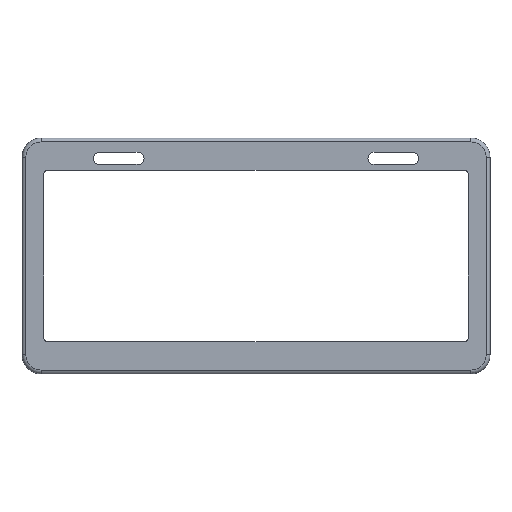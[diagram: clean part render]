
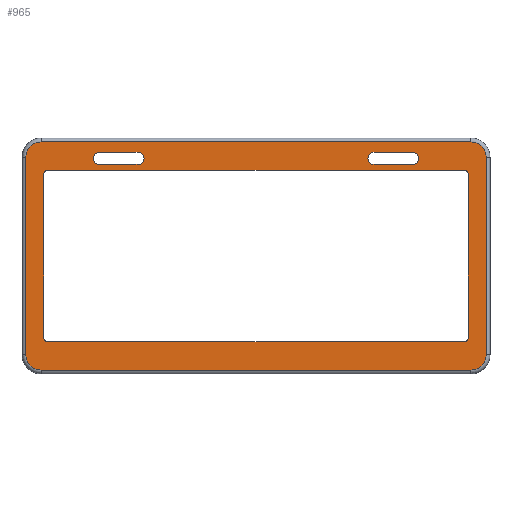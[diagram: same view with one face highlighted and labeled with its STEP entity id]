
A CAD part, top view. The second image highlights one B-rep face of the part: STEP entity #965.
In plain terms, the highlighted planar face has unit normal (0, 0, 1).
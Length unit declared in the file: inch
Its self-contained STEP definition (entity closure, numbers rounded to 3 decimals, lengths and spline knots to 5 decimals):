
#22=FACE_BOUND('',#181,.T.);
#23=FACE_BOUND('',#182,.T.);
#24=FACE_BOUND('',#183,.T.);
#63=PLANE('',#1083);
#119=FACE_OUTER_BOUND('',#180,.T.);
#180=EDGE_LOOP('',(#857,#858,#859,#860,#861,#862,#863,#864));
#181=EDGE_LOOP('',(#865,#866,#867,#868));
#182=EDGE_LOOP('',(#869,#870,#871,#872));
#183=EDGE_LOOP('',(#873,#874,#875,#876,#877,#878,#879,#880));
#193=CIRCLE('',#995,0.1565);
#206=CIRCLE('',#1015,0.1565);
#211=CIRCLE('',#1029,0.1);
#212=CIRCLE('',#1032,0.1);
#219=CIRCLE('',#1053,0.1);
#220=CIRCLE('',#1056,0.1);
#224=CIRCLE('',#1063,0.4);
#228=CIRCLE('',#1069,0.4);
#232=CIRCLE('',#1075,0.4);
#234=CIRCLE('',#1079,0.4);
#235=CIRCLE('',#1084,0.1565);
#236=CIRCLE('',#1085,0.1565);
#246=LINE('',#1422,#334);
#266=LINE('',#1489,#354);
#284=LINE('',#1536,#372);
#287=LINE('',#1544,#375);
#309=LINE('',#1602,#397);
#311=LINE('',#1608,#399);
#312=LINE('',#1614,#400);
#313=LINE('',#1625,#401);
#315=LINE('',#1636,#403);
#317=LINE('',#1645,#405);
#321=LINE('',#1656,#409);
#322=LINE('',#1660,#410);
#334=VECTOR('',#1120,0.3937);
#354=VECTOR('',#1180,0.3937);
#372=VECTOR('',#1232,0.3937);
#375=VECTOR('',#1241,0.3937);
#397=VECTOR('',#1305,0.3937);
#399=VECTOR('',#1313,0.3937);
#400=VECTOR('',#1320,0.3937);
#401=VECTOR('',#1333,0.3937);
#403=VECTOR('',#1347,0.3937);
#405=VECTOR('',#1359,0.3937);
#409=VECTOR('',#1375,0.3937);
#410=VECTOR('',#1380,0.3937);
#421=VERTEX_POINT('',#1419);
#422=VERTEX_POINT('',#1421);
#423=VERTEX_POINT('',#1425);
#448=VERTEX_POINT('',#1486);
#449=VERTEX_POINT('',#1488);
#450=VERTEX_POINT('',#1492);
#459=VERTEX_POINT('',#1528);
#460=VERTEX_POINT('',#1530);
#461=VERTEX_POINT('',#1534);
#462=VERTEX_POINT('',#1538);
#463=VERTEX_POINT('',#1542);
#477=VERTEX_POINT('',#1596);
#478=VERTEX_POINT('',#1598);
#479=VERTEX_POINT('',#1604);
#480=VERTEX_POINT('',#1610);
#481=VERTEX_POINT('',#1612);
#483=VERTEX_POINT('',#1617);
#485=VERTEX_POINT('',#1623);
#487=VERTEX_POINT('',#1629);
#488=VERTEX_POINT('',#1634);
#489=VERTEX_POINT('',#1639);
#490=VERTEX_POINT('',#1643);
#491=VERTEX_POINT('',#1655);
#492=VERTEX_POINT('',#1658);
#506=EDGE_CURVE('',#422,#421,#246,.T.);
#509=EDGE_CURVE('',#421,#423,#193,.T.);
#539=EDGE_CURVE('',#449,#448,#266,.T.);
#542=EDGE_CURVE('',#448,#450,#206,.T.);
#560=EDGE_CURVE('',#459,#460,#211,.T.);
#563=EDGE_CURVE('',#459,#461,#284,.T.);
#565=EDGE_CURVE('',#462,#461,#212,.T.);
#567=EDGE_CURVE('',#462,#463,#287,.T.);
#594=EDGE_CURVE('',#477,#478,#219,.T.);
#596=EDGE_CURVE('',#477,#460,#309,.T.);
#598=EDGE_CURVE('',#479,#463,#220,.T.);
#599=EDGE_CURVE('',#479,#478,#311,.T.);
#602=EDGE_CURVE('',#481,#480,#312,.T.);
#604=EDGE_CURVE('',#483,#481,#224,.T.);
#607=EDGE_CURVE('',#485,#483,#313,.T.);
#610=EDGE_CURVE('',#487,#485,#228,.T.);
#613=EDGE_CURVE('',#488,#487,#315,.T.);
#616=EDGE_CURVE('',#489,#488,#232,.T.);
#618=EDGE_CURVE('',#490,#489,#317,.T.);
#619=EDGE_CURVE('',#480,#490,#234,.T.);
#623=EDGE_CURVE('',#423,#491,#321,.T.);
#624=EDGE_CURVE('',#491,#422,#235,.T.);
#625=EDGE_CURVE('',#492,#449,#236,.T.);
#626=EDGE_CURVE('',#450,#492,#322,.T.);
#857=ORIENTED_EDGE('',*,*,#602,.F.);
#858=ORIENTED_EDGE('',*,*,#604,.F.);
#859=ORIENTED_EDGE('',*,*,#607,.F.);
#860=ORIENTED_EDGE('',*,*,#610,.F.);
#861=ORIENTED_EDGE('',*,*,#613,.F.);
#862=ORIENTED_EDGE('',*,*,#616,.F.);
#863=ORIENTED_EDGE('',*,*,#618,.F.);
#864=ORIENTED_EDGE('',*,*,#619,.F.);
#865=ORIENTED_EDGE('',*,*,#509,.T.);
#866=ORIENTED_EDGE('',*,*,#623,.T.);
#867=ORIENTED_EDGE('',*,*,#624,.T.);
#868=ORIENTED_EDGE('',*,*,#506,.T.);
#869=ORIENTED_EDGE('',*,*,#625,.T.);
#870=ORIENTED_EDGE('',*,*,#539,.T.);
#871=ORIENTED_EDGE('',*,*,#542,.T.);
#872=ORIENTED_EDGE('',*,*,#626,.T.);
#873=ORIENTED_EDGE('',*,*,#596,.T.);
#874=ORIENTED_EDGE('',*,*,#560,.F.);
#875=ORIENTED_EDGE('',*,*,#563,.T.);
#876=ORIENTED_EDGE('',*,*,#565,.F.);
#877=ORIENTED_EDGE('',*,*,#567,.T.);
#878=ORIENTED_EDGE('',*,*,#598,.F.);
#879=ORIENTED_EDGE('',*,*,#599,.T.);
#880=ORIENTED_EDGE('',*,*,#594,.F.);
#965=ADVANCED_FACE('',(#119,#22,#23,#24),#63,.T.);
#995=AXIS2_PLACEMENT_3D('',#1427,#1125,#1126);
#1015=AXIS2_PLACEMENT_3D('',#1494,#1185,#1186);
#1029=AXIS2_PLACEMENT_3D('',#1531,#1226,#1227);
#1032=AXIS2_PLACEMENT_3D('',#1540,#1236,#1237);
#1053=AXIS2_PLACEMENT_3D('',#1599,#1300,#1301);
#1056=AXIS2_PLACEMENT_3D('',#1606,#1309,#1310);
#1063=AXIS2_PLACEMENT_3D('',#1619,#1325,#1326);
#1069=AXIS2_PLACEMENT_3D('',#1631,#1339,#1340);
#1075=AXIS2_PLACEMENT_3D('',#1641,#1353,#1354);
#1079=AXIS2_PLACEMENT_3D('',#1647,#1362,#1363);
#1083=AXIS2_PLACEMENT_3D('',#1654,#1373,#1374);
#1084=AXIS2_PLACEMENT_3D('',#1657,#1376,#1377);
#1085=AXIS2_PLACEMENT_3D('',#1659,#1378,#1379);
#1120=DIRECTION('',(-1.,0.,0.));
#1125=DIRECTION('center_axis',(0.,0.,-1.));
#1126=DIRECTION('ref_axis',(0.,1.,0.));
#1180=DIRECTION('',(1.,0.,0.));
#1185=DIRECTION('center_axis',(0.,0.,-1.));
#1186=DIRECTION('ref_axis',(0.,-1.,0.));
#1226=DIRECTION('center_axis',(0.,0.,1.));
#1227=DIRECTION('ref_axis',(0.707,-0.707,0.));
#1232=DIRECTION('',(-1.,0.,0.));
#1236=DIRECTION('center_axis',(0.,0.,1.));
#1237=DIRECTION('ref_axis',(-0.707,-0.707,0.));
#1241=DIRECTION('',(0.,1.,0.));
#1300=DIRECTION('center_axis',(0.,0.,1.));
#1301=DIRECTION('ref_axis',(0.707,0.707,0.));
#1305=DIRECTION('',(0.,-1.,0.));
#1309=DIRECTION('center_axis',(0.,0.,1.));
#1310=DIRECTION('ref_axis',(-0.707,0.707,0.));
#1313=DIRECTION('',(1.,0.,0.));
#1320=DIRECTION('',(0.,1.,0.));
#1325=DIRECTION('center_axis',(0.,0.,-1.));
#1326=DIRECTION('ref_axis',(-0.707,-0.707,0.));
#1333=DIRECTION('',(-1.,0.,0.));
#1339=DIRECTION('center_axis',(0.,0.,-1.));
#1340=DIRECTION('ref_axis',(0.707,-0.707,0.));
#1347=DIRECTION('',(0.,-1.,0.));
#1353=DIRECTION('center_axis',(0.,0.,-1.));
#1354=DIRECTION('ref_axis',(0.707,0.707,0.));
#1359=DIRECTION('',(1.,0.,0.));
#1362=DIRECTION('center_axis',(0.,0.,-1.));
#1363=DIRECTION('ref_axis',(-0.707,0.707,0.));
#1373=DIRECTION('center_axis',(0.,0.,1.));
#1374=DIRECTION('ref_axis',(1.,0.,0.));
#1375=DIRECTION('',(1.,0.,0.));
#1376=DIRECTION('center_axis',(0.,0.,-1.));
#1377=DIRECTION('ref_axis',(0.,-1.,0.));
#1378=DIRECTION('center_axis',(0.,0.,-1.));
#1379=DIRECTION('ref_axis',(0.,1.,0.));
#1380=DIRECTION('',(-1.,0.,0.));
#1419=CARTESIAN_POINT('',(9.10105,5.4175,0.2));
#1421=CARTESIAN_POINT('',(10.10105,5.4175,0.2));
#1422=CARTESIAN_POINT('',(9.10105,5.4175,0.2));
#1425=CARTESIAN_POINT('',(9.10105,5.7305,0.2));
#1427=CARTESIAN_POINT('Origin',(9.10105,5.574,0.2));
#1486=CARTESIAN_POINT('',(3.,5.7305,0.2));
#1488=CARTESIAN_POINT('',(2.,5.7305,0.2));
#1489=CARTESIAN_POINT('',(3.,5.7305,0.2));
#1492=CARTESIAN_POINT('',(3.,5.4175,0.2));
#1494=CARTESIAN_POINT('Origin',(3.,5.574,0.2));
#1528=CARTESIAN_POINT('',(11.437,0.829,0.2));
#1530=CARTESIAN_POINT('',(11.537,0.929,0.2));
#1531=CARTESIAN_POINT('Origin',(11.437,0.929,0.2));
#1534=CARTESIAN_POINT('',(0.663,0.829,0.2));
#1536=CARTESIAN_POINT('',(11.537,0.829,0.2));
#1538=CARTESIAN_POINT('',(0.563,0.929,0.2));
#1540=CARTESIAN_POINT('Origin',(0.663,0.929,0.2));
#1542=CARTESIAN_POINT('',(0.563,5.171,0.2));
#1544=CARTESIAN_POINT('',(0.563,5.271,0.2));
#1596=CARTESIAN_POINT('',(11.537,5.171,0.2));
#1598=CARTESIAN_POINT('',(11.437,5.271,0.2));
#1599=CARTESIAN_POINT('Origin',(11.437,5.171,0.2));
#1602=CARTESIAN_POINT('',(11.537,3.05,0.2));
#1604=CARTESIAN_POINT('',(0.663,5.271,0.2));
#1606=CARTESIAN_POINT('Origin',(0.663,5.171,0.2));
#1608=CARTESIAN_POINT('',(11.537,5.271,0.2));
#1610=CARTESIAN_POINT('',(0.1,5.6,0.2));
#1612=CARTESIAN_POINT('',(0.1,0.5,0.2));
#1614=CARTESIAN_POINT('',(0.1,4.325,0.2));
#1617=CARTESIAN_POINT('',(0.5,0.1,0.2));
#1619=CARTESIAN_POINT('Origin',(0.5,0.5,0.2));
#1623=CARTESIAN_POINT('',(11.6,0.1,0.2));
#1625=CARTESIAN_POINT('',(3.275,0.1,0.2));
#1629=CARTESIAN_POINT('',(12.,0.5,0.2));
#1631=CARTESIAN_POINT('Origin',(11.6,0.5,0.2));
#1634=CARTESIAN_POINT('',(12.,5.6,0.2));
#1636=CARTESIAN_POINT('',(12.,1.775,0.2));
#1639=CARTESIAN_POINT('',(11.6,6.,0.2));
#1641=CARTESIAN_POINT('Origin',(11.6,5.6,0.2));
#1643=CARTESIAN_POINT('',(0.5,6.,0.2));
#1645=CARTESIAN_POINT('',(8.825,6.,0.2));
#1647=CARTESIAN_POINT('Origin',(0.5,5.6,0.2));
#1654=CARTESIAN_POINT('Origin',(6.05,3.05,0.2));
#1655=CARTESIAN_POINT('',(10.10105,5.7305,0.2));
#1656=CARTESIAN_POINT('',(10.10105,5.7305,0.2));
#1657=CARTESIAN_POINT('Origin',(10.10105,5.574,0.2));
#1658=CARTESIAN_POINT('',(2.,5.4175,0.2));
#1659=CARTESIAN_POINT('Origin',(2.,5.574,0.2));
#1660=CARTESIAN_POINT('',(2.,5.4175,0.2));
